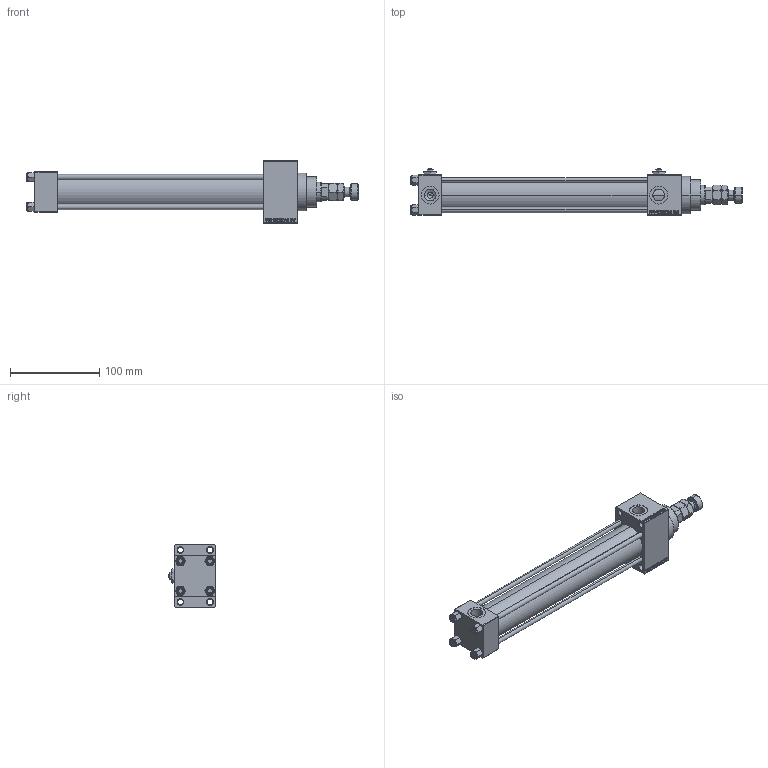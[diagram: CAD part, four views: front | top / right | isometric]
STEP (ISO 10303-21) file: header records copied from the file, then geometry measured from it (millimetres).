
FILE_DESCRIPTION (( 'STEP AP203' ), '1' );
FILE_NAME ('aa0e.STEP', '2023-08-23T02:31:43', ( '' ), ( '' ), 'SwSTEP 2.0', 'SolidWorks 2019', '' );
FILE_SCHEMA (( 'CONFIG_CONTROL_DESIGN' ));
Length unit declared in the file: millimetre
Products named in the file (8): aa0e; V215CR_D_Body 73ddd216c82cf4bc57b4dc8ee06b50aa; V215CR_D_TYCINKA 73ddd216c82cf4bc57b4dc8ee06b50aa; V215_VC_A 73ddd216c82cf4bc57b4dc8ee06b50aa; NUT_M5_D 73ddd216c82cf4bc57b4dc8ee06b50aa; Zatka_pro_OIL_PORT 73ddd216c82cf4bc57b4dc8ee06b50aa; MFA 73ddd216c82cf4bc57b4dc8ee06b50aa; V215CR_VCP_D 73ddd216c82cf4bc57b4dc8ee06b50aa
Assembly tree (14 placements, depth 2):
  aa0e
    V215CR_D_Body 73ddd216c82cf4bc57b4dc8ee06b50aa
    V215CR_VCP_D 73ddd216c82cf4bc57b4dc8ee06b50aa
    NUT_M5_D 73ddd216c82cf4bc57b4dc8ee06b50aa  x4
    V215CR_D_TYCINKA 73ddd216c82cf4bc57b4dc8ee06b50aa  x4
    V215_VC_A 73ddd216c82cf4bc57b4dc8ee06b50aa
    MFA 73ddd216c82cf4bc57b4dc8ee06b50aa
    Zatka_pro_OIL_PORT 73ddd216c82cf4bc57b4dc8ee06b50aa  x2
Bounding box: 371 x 52 x 70 mm (x, y, z)
Volume: 397969.9 mm3; surface area: 150006 mm2
Topology: 14 solids, 14 shells, 1253 faces, 3079 edges, 1972 vertices
Faces by surface type: plane 558, bspline 368, cone 212, cylinder 103, torus 12
Entity records: 50777 total; most frequent: CARTESIAN_POINT 26198, ORIENTED_EDGE 5458, DIRECTION 3627, EDGE_CURVE 2729, VERTEX_POINT 1770, LINE 1569, VECTOR 1569, EDGE_LOOP 1231
